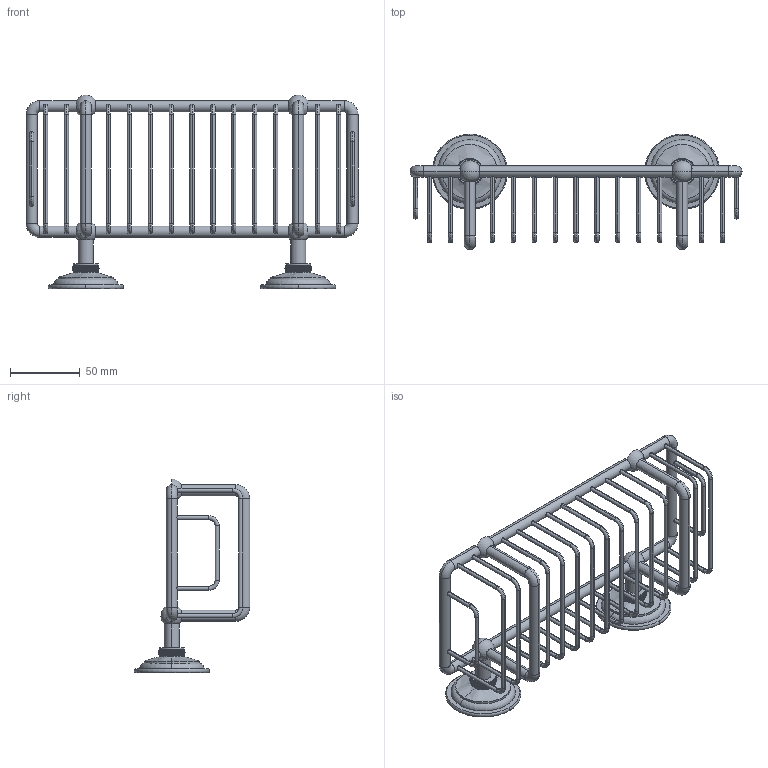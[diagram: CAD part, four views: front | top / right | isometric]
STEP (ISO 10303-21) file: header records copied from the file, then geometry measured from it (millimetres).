
FILE_DESCRIPTION((''),'2;1');
FILE_NAME('26551','2021-12-17T16:16:02',('jinson.thomas'),(''),'CREO PARAMETRIC BY PTC INC, 2018400','CREO PARAMETRIC BY PTC INC, 2018400','');
FILE_SCHEMA(('CONFIG_CONTROL_DESIGN'));
Length unit declared in the file: inch
Products named in the file (1): 26551
Bounding box: 238.2 x 82.99 x 138.99 mm (x, y, z)
Volume: 107143.2 mm3; surface area: 62135.9 mm2
Topology: 1 solids, 1 shells, 716 faces, 1322 edges, 598 vertices
Faces by surface type: plane 326, bspline 164, cylinder 134, torus 84, sphere 8
Entity records: 21694 total; most frequent: CARTESIAN_POINT 8880, DIRECTION 2670, ORIENTED_EDGE 2620, EDGE_CURVE 1310, AXIS2_PLACEMENT_3D 1188, EDGE_LOOP 754, FACE_OUTER_BOUND 716, ADVANCED_FACE 716
